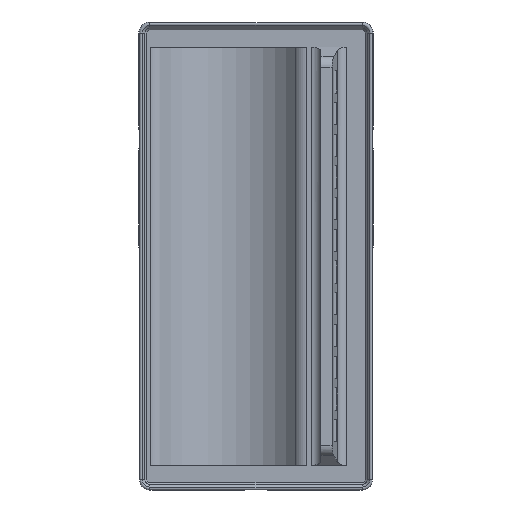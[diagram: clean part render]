
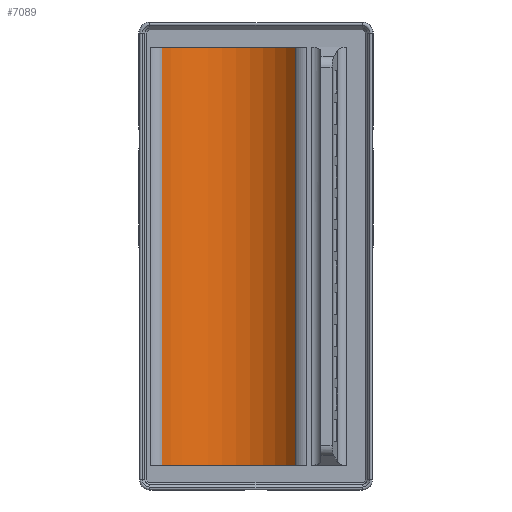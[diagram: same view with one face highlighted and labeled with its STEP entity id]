
A CAD part, top view. The second image highlights one B-rep face of the part: STEP entity #7089.
In plain terms, the highlighted cylindrical face has radius 30 mm (diameter 60 mm), a partial arc.
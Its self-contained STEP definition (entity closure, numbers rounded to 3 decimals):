
#604=FACE_OUTER_BOUND('',#1100,.T.);
#1100=EDGE_LOOP('',(#5380,#5381,#5382,#5383));
#1810=LINE('',#11033,#2510);
#1812=LINE('',#11041,#2512);
#2510=VECTOR('',#8737,10.);
#2512=VECTOR('',#8745,10.);
#2958=CIRCLE('',#7591,30.);
#2959=CIRCLE('',#7592,30.);
#3409=VERTEX_POINT('',#11030);
#3410=VERTEX_POINT('',#11032);
#3412=VERTEX_POINT('',#11038);
#3413=VERTEX_POINT('',#11040);
#4109=EDGE_CURVE('',#3409,#3410,#1810,.T.);
#4112=EDGE_CURVE('',#3409,#3412,#2958,.T.);
#4113=EDGE_CURVE('',#3413,#3412,#1812,.T.);
#4114=EDGE_CURVE('',#3413,#3410,#2959,.T.);
#5380=ORIENTED_EDGE('',*,*,#4109,.F.);
#5381=ORIENTED_EDGE('',*,*,#4112,.T.);
#5382=ORIENTED_EDGE('',*,*,#4113,.F.);
#5383=ORIENTED_EDGE('',*,*,#4114,.T.);
#6873=CYLINDRICAL_SURFACE('',#7590,30.);
#7089=ADVANCED_FACE('',(#604),#6873,.F.);
#7590=AXIS2_PLACEMENT_3D('',#11037,#8741,#8742);
#7591=AXIS2_PLACEMENT_3D('',#11039,#8743,#8744);
#7592=AXIS2_PLACEMENT_3D('',#11042,#8746,#8747);
#8737=DIRECTION('',(0.,1.,0.));
#8741=DIRECTION('center_axis',(0.,-1.,0.));
#8742=DIRECTION('ref_axis',(1.,0.,0.));
#8743=DIRECTION('center_axis',(0.,-1.,0.));
#8744=DIRECTION('ref_axis',(1.,0.,0.));
#8745=DIRECTION('',(0.,-1.,0.));
#8746=DIRECTION('center_axis',(0.,1.,0.));
#8747=DIRECTION('ref_axis',(1.,0.,0.));
#11030=CARTESIAN_POINT('',(8.25,9.,19.));
#11032=CARTESIAN_POINT('',(8.25,159.,19.));
#11033=CARTESIAN_POINT('',(8.25,84.,19.));
#11037=CARTESIAN_POINT('Origin',(32.25,84.,37.));
#11038=CARTESIAN_POINT('',(56.25,9.,19.));
#11039=CARTESIAN_POINT('Origin',(32.25,9.,37.));
#11040=CARTESIAN_POINT('',(56.25,159.,19.));
#11041=CARTESIAN_POINT('',(56.25,84.,19.));
#11042=CARTESIAN_POINT('Origin',(32.25,159.,37.));
